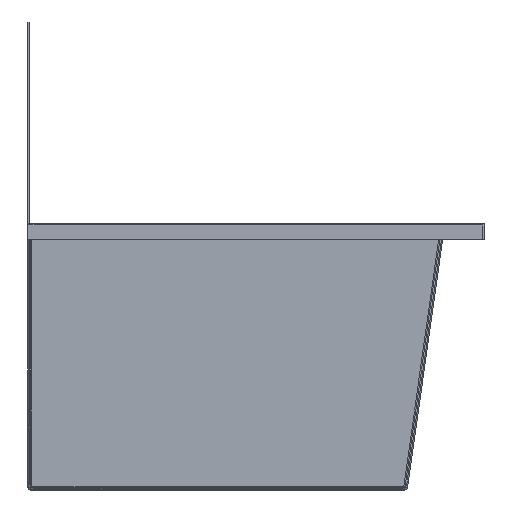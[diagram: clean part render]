
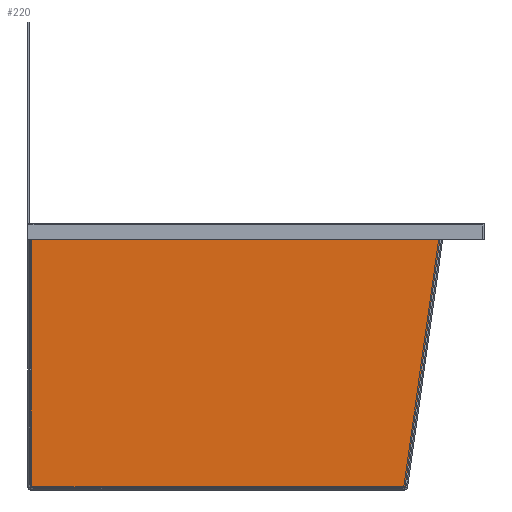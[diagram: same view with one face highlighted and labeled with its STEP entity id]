
A CAD part, left-side view. The second image highlights one B-rep face of the part: STEP entity #220.
In plain terms, the highlighted planar face has unit normal (-1, 0, 0).
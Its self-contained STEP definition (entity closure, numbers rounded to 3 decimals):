
#220 = ADVANCED_FACE( '', ( #442 ), #443, .F. );
#442 = FACE_OUTER_BOUND( '', #1090, .T. );
#443 = PLANE( '', #1091 );
#1090 = EDGE_LOOP( '', ( #1665, #1666, #1667, #1668 ) );
#1091 = AXIS2_PLACEMENT_3D( '', #1669, #1670, #1671 );
#1665 = ORIENTED_EDGE( '', *, *, #1816, .T. );
#1666 = ORIENTED_EDGE( '', *, *, #1728, .T. );
#1667 = ORIENTED_EDGE( '', *, *, #1891, .T. );
#1668 = ORIENTED_EDGE( '', *, *, #1926, .T. );
#1669 = CARTESIAN_POINT( '', ( -1070., 155., 99. ) );
#1670 = DIRECTION( '', ( 1., 0., 0. ) );
#1671 = DIRECTION( '', ( 0., 1., 0. ) );
#1728 = EDGE_CURVE( '', #1989, #1935, #1990, .F. );
#1816 = EDGE_CURVE( '', #2116, #1989, #2128, .F. );
#1891 = EDGE_CURVE( '', #1935, #2217, #2228, .F. );
#1926 = EDGE_CURVE( '', #2217, #2116, #2265, .F. );
#1935 = VERTEX_POINT( '', #2274 );
#1989 = VERTEX_POINT( '', #2369 );
#1990 = LINE( '', #2370, #2371 );
#2116 = VERTEX_POINT( '', #2617 );
#2128 = LINE( '', #2633, #2634 );
#2217 = VERTEX_POINT( '', #2789 );
#2228 = LINE( '', #2804, #2805 );
#2265 = LINE( '', #2852, #2853 );
#2274 = CARTESIAN_POINT( '', ( -1070., 153., -97. ) );
#2369 = CARTESIAN_POINT( '', ( -1070., 153., 96.1 ) );
#2370 = CARTESIAN_POINT( '', ( -1070., 153., 99. ) );
#2371 = VECTOR( '', #2899, 1000. );
#2617 = CARTESIAN_POINT( '', ( -1070., -152.57, 96.1 ) );
#2633 = CARTESIAN_POINT( '', ( -1070., 155., 96.1 ) );
#2634 = VECTOR( '', #3014, 1000. );
#2789 = CARTESIAN_POINT( '', ( -1070., -125.263, -97. ) );
#2804 = CARTESIAN_POINT( '', ( -1070., 155., -97. ) );
#2805 = VECTOR( '', #3095, 1000. );
#2852 = CARTESIAN_POINT( '', ( -1070., -146.942, 56.301 ) );
#2853 = VECTOR( '', #3118, 1000. );
#2899 = DIRECTION( '', ( 0., 0., 1. ) );
#3014 = DIRECTION( '', ( 0., -1., 0. ) );
#3095 = DIRECTION( '', ( 0., 1., 0. ) );
#3118 = DIRECTION( '', ( 0., 0.14, -0.99 ) );
